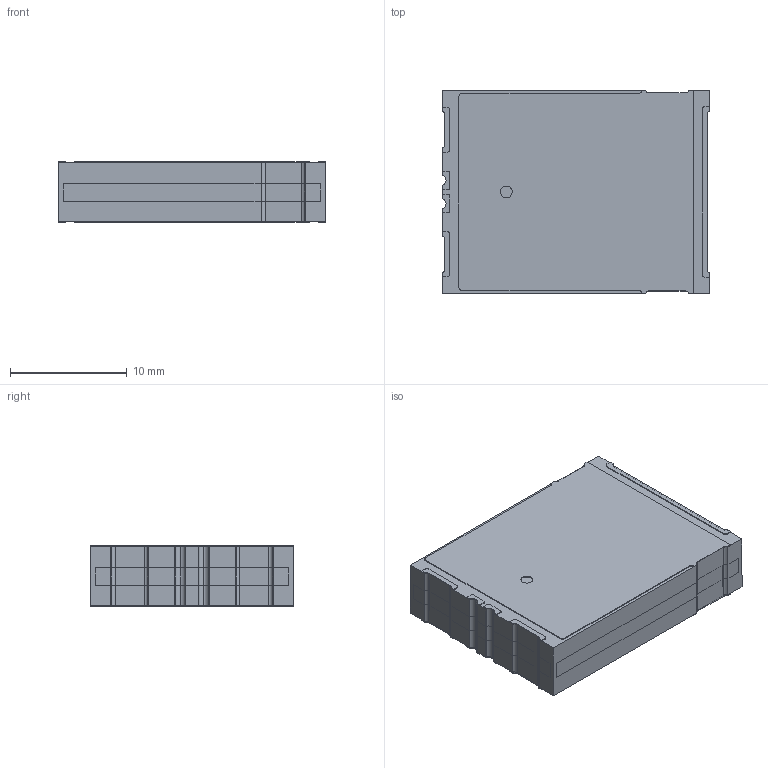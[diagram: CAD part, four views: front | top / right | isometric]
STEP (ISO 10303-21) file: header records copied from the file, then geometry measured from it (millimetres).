
FILE_DESCRIPTION (( 'STEP AP214' ), '1' );
FILE_NAME ('NBM2317S60D1580T0R.STEP', '2022-04-22T13:53:46', ( '' ), ( '' ), 'SwSTEP 2.0', 'SolidWorks 2021', '' );
FILE_SCHEMA (( 'AUTOMOTIVE_DESIGN' ));
Length unit declared in the file: inch
Products named in the file (1): NBM2317S60D1580T0R
Bounding box: 22.83 x 17.34 x 5.18 mm (x, y, z)
Volume: 2014.9 mm3; surface area: 4479.6 mm2
Topology: 8 solids, 8 shells, 235 faces, 681 edges, 454 vertices
Faces by surface type: plane 132, cylinder 103
Entity records: 10973 total; most frequent: CARTESIAN_POINT 1371, ORIENTED_EDGE 1362, DIRECTION 1359, EDGE_CURVE 681, VECTOR 475, LINE 475, VERTEX_POINT 454, AXIS2_PLACEMENT_3D 442
